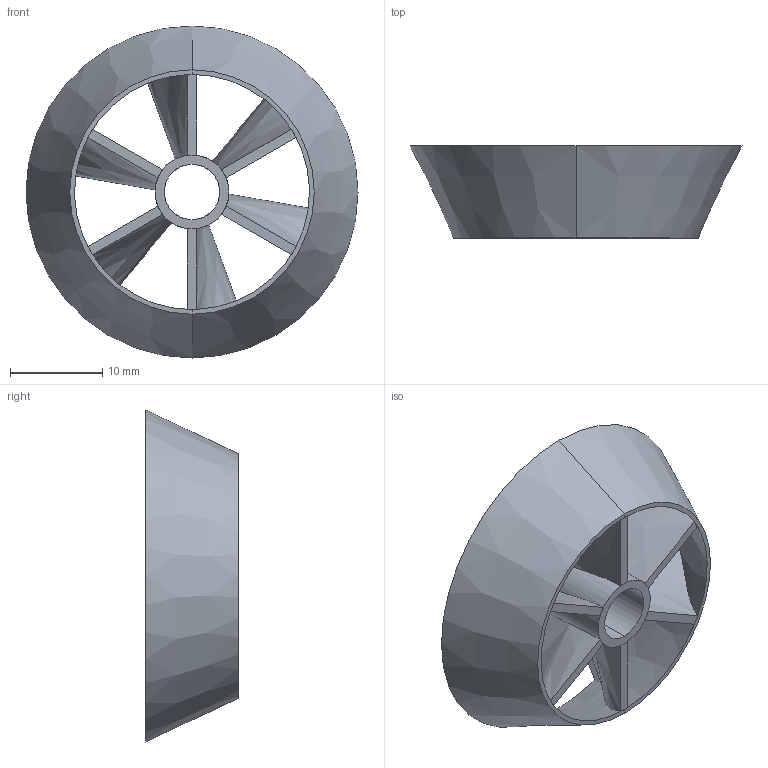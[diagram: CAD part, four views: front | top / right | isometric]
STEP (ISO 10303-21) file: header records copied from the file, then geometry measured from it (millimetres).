
FILE_DESCRIPTION (( 'STEP AP214' ), '1' );
FILE_NAME ('Vortex generator.STEP', '2023-10-24T14:21:50', ( 'PC' ), ( '' ), 'SwSTEP 2.0', 'SolidWorks 2022', '' );
FILE_SCHEMA (( 'AUTOMOTIVE_DESIGN' ));
Length unit declared in the file: millimetre
Products named in the file (1): Vortex generator
Bounding box: 35.97 x 10.01 x 35.97 mm (x, y, z)
Volume: 1357.9 mm3; surface area: 4150.4 mm2
Topology: 1 solids, 1 shells, 62 faces, 189 edges, 117 vertices
Faces by surface type: cone 24, bspline 24, plane 8, cylinder 6
Entity records: 2814 total; most frequent: CARTESIAN_POINT 1309, ORIENTED_EDGE 378, DIRECTION 216, EDGE_CURVE 189, VERTEX_POINT 117, B_SPLINE_CURVE_WITH_KNOTS 102, AXIS2_PLACEMENT_3D 90, EDGE_LOOP 64
